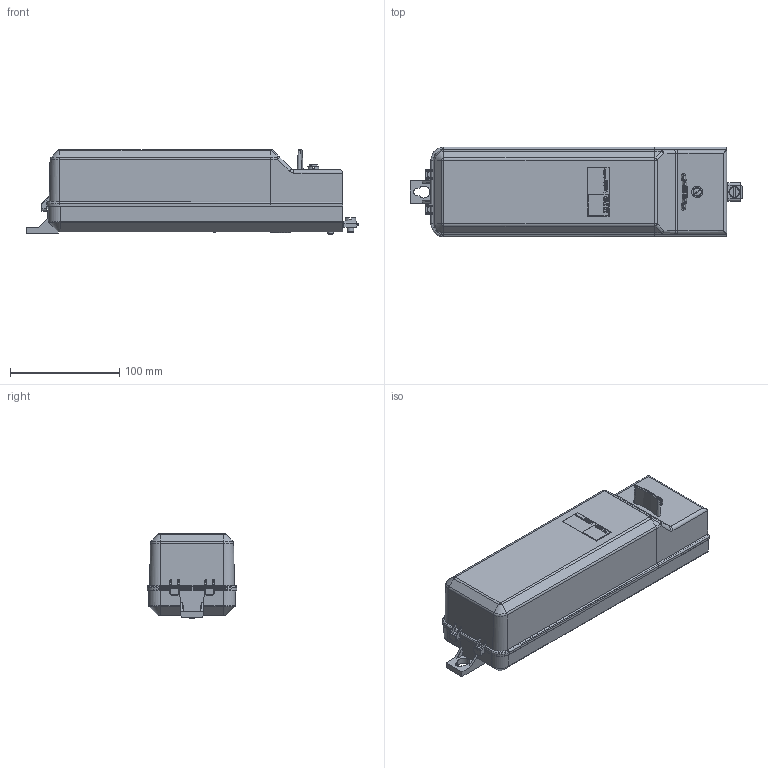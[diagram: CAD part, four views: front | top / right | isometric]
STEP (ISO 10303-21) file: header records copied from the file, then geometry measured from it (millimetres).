
FILE_DESCRIPTION( ( 'Unknown' ), '1' );
FILE_NAME( 'ELEQ LS-99 short automatic earthing 3D solid.stp', 'Unknown', ( 'GGr' ), ( 'Eleq' ), 'PSStep 17.0.49', 'Unknown', ' ' );
FILE_SCHEMA( ( 'AUTOMOTIVE_DESIGN { 1 0 10303 214 1 1 1 1 }' ) );
Length unit declared in the file: millimetre
Products named in the file (2): 523-5814-01 Buitenkap bij bodem L=290 3D solid
Bounding box: 304.29 x 82.2 x 77.9 mm (x, y, z)
Volume: 1424278 mm3; surface area: 114222.8 mm2
Topology: 2 solids, 8 shells, 886 faces, 2367 edges, 1547 vertices
Faces by surface type: plane 577, cylinder 170, extrusion 64, bspline 29, torus 17, cone 17, sphere 8, revolution 4
Full cylindrical faces by diameter (mm): 2 x1, 2.1 x4, 3 x4, 3.5 x4, 4.8 x1, 5 x3, 6 x4, 6.3 x1, 7 x1, 7.2 x1, 7.8 x1, 9 x1, 10.3 x1, 18 x1
Entity records: 43946 total; most frequent: CARTESIAN_POINT 15215, ORIENTED_EDGE 4576, DIRECTION 4150, EDGE_CURVE 2288, VECTOR 1708, LINE 1644, VERTEX_POINT 1515, AXIS2_PLACEMENT_3D 1219
